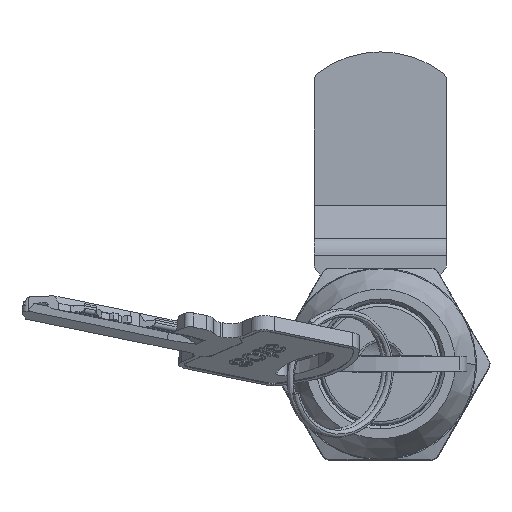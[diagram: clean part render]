
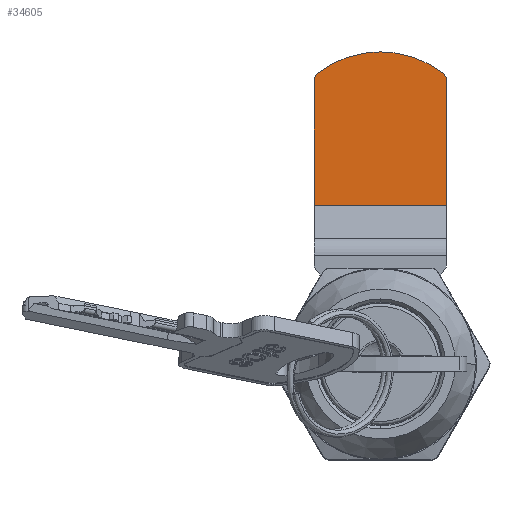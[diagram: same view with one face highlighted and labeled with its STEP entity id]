
A CAD part, top view. The second image highlights one B-rep face of the part: STEP entity #34605.
In plain terms, the highlighted planar face has unit normal (0, 0, 1).
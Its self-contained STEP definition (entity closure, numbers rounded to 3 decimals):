
#617 = ORIENTED_EDGE ( 'NONE', *, *, #24711, .T. ) ;
#1279 = DIRECTION ( 'NONE',  ( 0., 1., 0. ) ) ;
#1578 = CARTESIAN_POINT ( 'NONE',  ( -7.862, 36.362, -23.6 ) ) ;
#1962 = VERTEX_POINT ( 'NONE', #36684 ) ;
#3573 = EDGE_LOOP ( 'NONE', ( #17746, #31743, #38796, #23569, #617, #14230 ) ) ;
#3597 = EDGE_CURVE ( 'NONE', #36322, #26766, #43160, .T. ) ;
#5537 = CARTESIAN_POINT ( 'NONE',  ( 13.846, 19.858, -23.6 ) ) ;
#5732 = DIRECTION ( 'NONE',  ( -1., 0., 0. ) ) ;
#7107 = LINE ( 'NONE', #5537, #28533 ) ;
#7980 = CARTESIAN_POINT ( 'NONE',  ( -7.25, 35.572, -23.6 ) ) ;
#9846 = CARTESIAN_POINT ( 'NONE',  ( 8.25, 35.572, -23.6 ) ) ;
#10818 = VERTEX_POINT ( 'NONE', #53263 ) ;
#11715 = EDGE_CURVE ( 'NONE', #10818, #39587, #31248, .T. ) ;
#12283 = DIRECTION ( 'NONE',  ( 0., -1., 0. ) ) ;
#13115 = PLANE ( 'NONE',  #34354 ) ;
#14230 = ORIENTED_EDGE ( 'NONE', *, *, #11715, .F. ) ;
#16340 = AXIS2_PLACEMENT_3D ( 'NONE', #44579, #45326, #48854 ) ;
#16856 = DIRECTION ( 'NONE',  ( 0., 0., -1. ) ) ;
#17393 = DIRECTION ( 'NONE',  ( 0., 0., 1. ) ) ;
#17746 = ORIENTED_EDGE ( 'NONE', *, *, #49622, .F. ) ;
#18641 = AXIS2_PLACEMENT_3D ( 'NONE', #42519, #16856, #46797 ) ;
#21386 = CARTESIAN_POINT ( 'NONE',  ( 8.25, 32.611, -23.6 ) ) ;
#22025 = AXIS2_PLACEMENT_3D ( 'NONE', #7980, #37893, #12283 ) ;
#22461 = CARTESIAN_POINT ( 'NONE',  ( -8.25, 32.611, -23.6 ) ) ;
#23569 = ORIENTED_EDGE ( 'NONE', *, *, #39968, .F. ) ;
#24268 = VERTEX_POINT ( 'NONE', #1578 ) ;
#24711 = EDGE_CURVE ( 'NONE', #24268, #39587, #54771, .T. ) ;
#26766 = VERTEX_POINT ( 'NONE', #33824 ) ;
#28533 = VECTOR ( 'NONE', #5732, 1000. ) ;
#31248 = LINE ( 'NONE', #22461, #52690 ) ;
#31743 = ORIENTED_EDGE ( 'NONE', *, *, #42729, .F. ) ;
#33824 = CARTESIAN_POINT ( 'NONE',  ( 7.862, 36.362, -23.6 ) ) ;
#34354 = AXIS2_PLACEMENT_3D ( 'NONE', #43036, #17393, #47335 ) ;
#34605 = ADVANCED_FACE ( 'NONE', ( #49825 ), #13115, .T. ) ;
#36322 = VERTEX_POINT ( 'NONE', #9846 ) ;
#36684 = CARTESIAN_POINT ( 'NONE',  ( 8.25, 19.858, -23.6 ) ) ;
#37893 = DIRECTION ( 'NONE',  ( 0., 0., 1. ) ) ;
#38796 = ORIENTED_EDGE ( 'NONE', *, *, #3597, .T. ) ;
#39587 = VERTEX_POINT ( 'NONE', #49855 ) ;
#39968 = EDGE_CURVE ( 'NONE', #24268, #26766, #46845, .T. ) ;
#42519 = CARTESIAN_POINT ( 'NONE',  ( 0., 26.206, -23.6 ) ) ;
#42729 = EDGE_CURVE ( 'NONE', #36322, #1962, #50164, .T. ) ;
#43036 = CARTESIAN_POINT ( 'NONE',  ( 13.846, 4.029, -23.6 ) ) ;
#43160 = CIRCLE ( 'NONE', #16340, 1. ) ;
#44579 = CARTESIAN_POINT ( 'NONE',  ( 7.25, 35.572, -23.6 ) ) ;
#45326 = DIRECTION ( 'NONE',  ( 0., 0., 1. ) ) ;
#46797 = DIRECTION ( 'NONE',  ( 0., -1., 0. ) ) ;
#46845 = CIRCLE ( 'NONE', #18641, 12.844 ) ;
#47335 = DIRECTION ( 'NONE',  ( 0., -1., 0. ) ) ;
#48800 = VECTOR ( 'NONE', #55653, 1000. ) ;
#48854 = DIRECTION ( 'NONE',  ( 0., -1., 0. ) ) ;
#49622 = EDGE_CURVE ( 'NONE', #1962, #10818, #7107, .T. ) ;
#49825 = FACE_OUTER_BOUND ( 'NONE', #3573, .T. ) ;
#49855 = CARTESIAN_POINT ( 'NONE',  ( -8.25, 35.572, -23.6 ) ) ;
#50164 = LINE ( 'NONE', #21386, #48800 ) ;
#52690 = VECTOR ( 'NONE', #1279, 1000. ) ;
#53263 = CARTESIAN_POINT ( 'NONE',  ( -8.25, 19.858, -23.6 ) ) ;
#54771 = CIRCLE ( 'NONE', #22025, 1. ) ;
#55653 = DIRECTION ( 'NONE',  ( 0., -1., 0. ) ) ;
